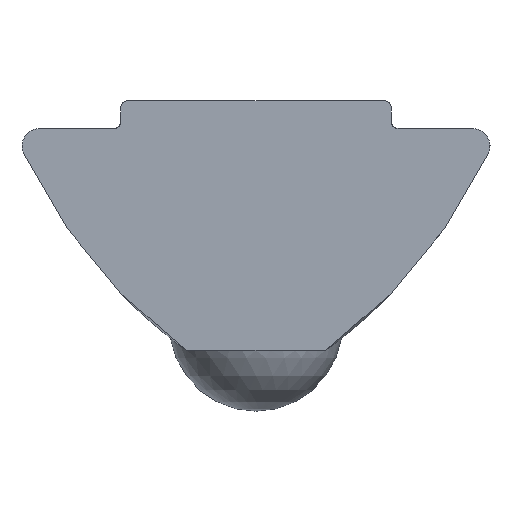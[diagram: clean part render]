
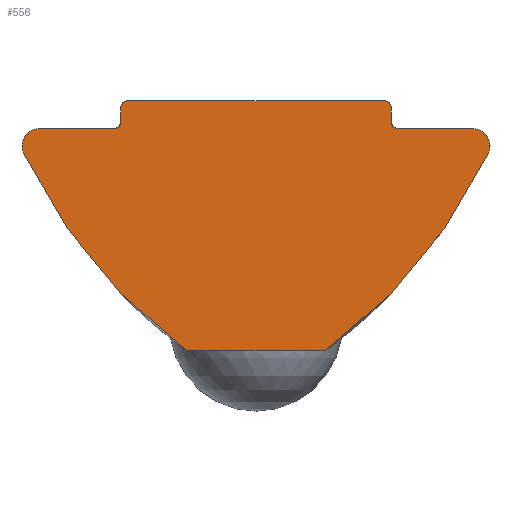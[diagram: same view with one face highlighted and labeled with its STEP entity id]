
A CAD part, left-side view. The second image highlights one B-rep face of the part: STEP entity #556.
In plain terms, the highlighted planar face has unit normal (-1, 0, 0).
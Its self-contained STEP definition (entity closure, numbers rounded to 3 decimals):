
#28=PLANE('',#631);
#53=FACE_OUTER_BOUND('',#82,.T.);
#82=EDGE_LOOP('',(#480,#481,#482,#483,#484,#485,#486,#487,#488,#489,#490,
#491,#492,#493));
#86=CIRCLE('',#581,15.);
#93=CIRCLE('',#590,15.);
#94=CIRCLE('',#592,0.505);
#98=CIRCLE('',#598,0.2);
#99=CIRCLE('',#600,0.2);
#101=CIRCLE('',#604,0.2);
#102=CIRCLE('',#606,0.2);
#111=CIRCLE('',#628,0.505);
#127=LINE('',#907,#170);
#130=LINE('',#914,#173);
#137=LINE('',#960,#180);
#145=LINE('',#1006,#188);
#154=LINE('',#1083,#197);
#155=LINE('',#1085,#198);
#170=VECTOR('',#683,1000.);
#173=VECTOR('',#688,1000.);
#180=VECTOR('',#707,1000.);
#188=VECTOR('',#727,1000.);
#197=VECTOR('',#760,1000.);
#198=VECTOR('',#763,1000.);
#214=VERTEX_POINT('',#812);
#215=VERTEX_POINT('',#814);
#228=VERTEX_POINT('',#885);
#229=VERTEX_POINT('',#887);
#230=VERTEX_POINT('',#891);
#236=VERTEX_POINT('',#904);
#237=VERTEX_POINT('',#906);
#240=VERTEX_POINT('',#912);
#243=VERTEX_POINT('',#932);
#246=VERTEX_POINT('',#950);
#247=VERTEX_POINT('',#952);
#249=VERTEX_POINT('',#958);
#251=VERTEX_POINT('',#975);
#253=VERTEX_POINT('',#980);
#270=EDGE_CURVE('',#214,#215,#86,.T.);
#287=EDGE_CURVE('',#228,#229,#93,.T.);
#289=EDGE_CURVE('',#230,#228,#94,.T.);
#296=EDGE_CURVE('',#236,#237,#127,.T.);
#300=EDGE_CURVE('',#240,#230,#130,.T.);
#305=EDGE_CURVE('',#240,#243,#98,.T.);
#308=EDGE_CURVE('',#246,#247,#99,.T.);
#312=EDGE_CURVE('',#249,#246,#137,.T.);
#315=EDGE_CURVE('',#251,#249,#101,.T.);
#318=EDGE_CURVE('',#253,#237,#102,.T.);
#324=EDGE_CURVE('',#247,#243,#145,.T.);
#342=EDGE_CURVE('',#253,#251,#154,.T.);
#343=EDGE_CURVE('',#229,#214,#155,.T.);
#348=EDGE_CURVE('',#215,#236,#111,.T.);
#480=ORIENTED_EDGE('',*,*,#315,.F.);
#481=ORIENTED_EDGE('',*,*,#342,.F.);
#482=ORIENTED_EDGE('',*,*,#318,.T.);
#483=ORIENTED_EDGE('',*,*,#296,.F.);
#484=ORIENTED_EDGE('',*,*,#348,.F.);
#485=ORIENTED_EDGE('',*,*,#270,.F.);
#486=ORIENTED_EDGE('',*,*,#343,.F.);
#487=ORIENTED_EDGE('',*,*,#287,.F.);
#488=ORIENTED_EDGE('',*,*,#289,.F.);
#489=ORIENTED_EDGE('',*,*,#300,.F.);
#490=ORIENTED_EDGE('',*,*,#305,.T.);
#491=ORIENTED_EDGE('',*,*,#324,.F.);
#492=ORIENTED_EDGE('',*,*,#308,.F.);
#493=ORIENTED_EDGE('',*,*,#312,.F.);
#556=ADVANCED_FACE('',(#53),#28,.F.);
#581=AXIS2_PLACEMENT_3D('',#815,#641,#642);
#590=AXIS2_PLACEMENT_3D('',#888,#666,#667);
#592=AXIS2_PLACEMENT_3D('',#892,#671,#672);
#598=AXIS2_PLACEMENT_3D('',#934,#694,#695);
#600=AXIS2_PLACEMENT_3D('',#953,#699,#700);
#604=AXIS2_PLACEMENT_3D('',#977,#711,#712);
#606=AXIS2_PLACEMENT_3D('',#994,#716,#717);
#628=AXIS2_PLACEMENT_3D('',#1094,#777,#778);
#631=AXIS2_PLACEMENT_3D('',#1097,#783,#784);
#641=DIRECTION('center_axis',(1.,0.,0.));
#642=DIRECTION('ref_axis',(0.,0.,-1.));
#666=DIRECTION('center_axis',(1.,0.,0.));
#667=DIRECTION('ref_axis',(0.,0.,-1.));
#671=DIRECTION('center_axis',(1.,0.,0.));
#672=DIRECTION('ref_axis',(0.,0.,-1.));
#683=DIRECTION('',(0.,-1.,0.));
#688=DIRECTION('',(0.,-1.,0.));
#694=DIRECTION('center_axis',(1.,0.,0.));
#695=DIRECTION('ref_axis',(0.,0.,-1.));
#699=DIRECTION('center_axis',(1.,0.,0.));
#700=DIRECTION('ref_axis',(0.,0.,-1.));
#707=DIRECTION('',(0.,-1.,0.));
#711=DIRECTION('center_axis',(1.,0.,0.));
#712=DIRECTION('ref_axis',(0.,0.,-1.));
#716=DIRECTION('center_axis',(1.,0.,0.));
#717=DIRECTION('ref_axis',(0.,0.,-1.));
#727=DIRECTION('',(0.,0.,-1.));
#760=DIRECTION('',(0.,0.,1.));
#763=DIRECTION('',(0.,1.,0.));
#777=DIRECTION('center_axis',(1.,0.,0.));
#778=DIRECTION('ref_axis',(0.,0.,-1.));
#783=DIRECTION('center_axis',(1.,0.,0.));
#784=DIRECTION('ref_axis',(0.,0.,-1.));
#812=CARTESIAN_POINT('',(-7.5,2.001,-7.2));
#814=CARTESIAN_POINT('',(-7.5,6.701,-1.522));
#815=CARTESIAN_POINT('Origin',(-7.5,-6.85,4.91));
#885=CARTESIAN_POINT('',(-7.5,-6.701,-1.522));
#887=CARTESIAN_POINT('',(-7.5,-2.001,-7.2));
#888=CARTESIAN_POINT('Origin',(-7.5,6.85,4.91));
#891=CARTESIAN_POINT('',(-7.5,-6.245,-0.8));
#892=CARTESIAN_POINT('Origin',(-7.5,-6.245,-1.305));
#904=CARTESIAN_POINT('',(-7.5,6.245,-0.8));
#906=CARTESIAN_POINT('',(-7.5,4.1,-0.8));
#907=CARTESIAN_POINT('',(-7.5,6.245,-0.8));
#912=CARTESIAN_POINT('',(-7.5,-4.1,-0.8));
#914=CARTESIAN_POINT('',(-7.5,-4.1,-0.8));
#932=CARTESIAN_POINT('',(-7.5,-3.9,-0.6));
#934=CARTESIAN_POINT('Origin',(-7.5,-4.1,-0.6));
#950=CARTESIAN_POINT('',(-7.5,-3.7,0.));
#952=CARTESIAN_POINT('',(-7.5,-3.9,-0.2));
#953=CARTESIAN_POINT('Origin',(-7.5,-3.7,-0.2));
#958=CARTESIAN_POINT('',(-7.5,3.7,0.));
#960=CARTESIAN_POINT('',(-7.5,3.7,0.));
#975=CARTESIAN_POINT('',(-7.5,3.9,-0.2));
#977=CARTESIAN_POINT('Origin',(-7.5,3.7,-0.2));
#980=CARTESIAN_POINT('',(-7.5,3.9,-0.6));
#994=CARTESIAN_POINT('Origin',(-7.5,4.1,-0.6));
#1006=CARTESIAN_POINT('',(-7.5,-3.9,-0.2));
#1083=CARTESIAN_POINT('',(-7.5,3.9,-0.6));
#1085=CARTESIAN_POINT('',(-7.5,-2.001,-7.2));
#1094=CARTESIAN_POINT('Origin',(-7.5,6.245,-1.305));
#1097=CARTESIAN_POINT('Origin',(-7.5,3.7,-0.2));
